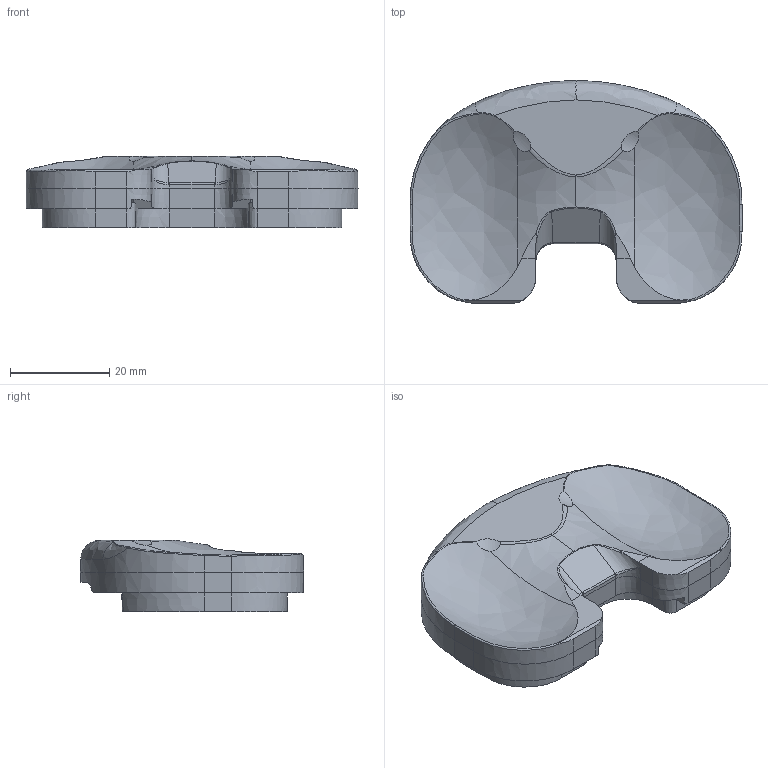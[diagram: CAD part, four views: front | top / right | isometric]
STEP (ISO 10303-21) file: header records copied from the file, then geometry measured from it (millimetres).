
FILE_DESCRIPTION((''),'2;1');
FILE_NAME('CVD-2D5','2011-05-31T',('Administrator'),(''),'PRO/ENGINEER BY PARAMETRIC TECHNOLOGY CORPORATION, 2001280','PRO/ENGINEER BY PARAMETRIC TECHNOLOGY CORPORATION, 2001280','');
FILE_SCHEMA(('CONFIG_CONTROL_DESIGN'));
Length unit declared in the file: millimetre
Products named in the file (1): CVD-2D5
Bounding box: 66.96 x 45.01 x 14.4 mm (x, y, z)
Volume: 14064 mm3; surface area: 8147.5 mm2
Topology: 1 solids, 1 shells, 142 faces, 384 edges, 244 vertices
Faces by surface type: bspline 62, plane 47, cylinder 17, cone 14, revolution 2
Entity records: 9296 total; most frequent: CARTESIAN_POINT 6298, ORIENTED_EDGE 768, EDGE_CURVE 384, DIRECTION 379, VERTEX_POINT 244, B_SPLINE_CURVE_WITH_KNOTS 209, EDGE_LOOP 142, FACE_OUTER_BOUND 142
